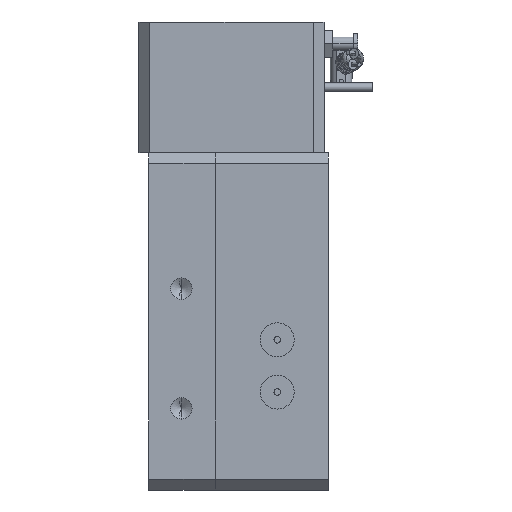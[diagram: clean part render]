
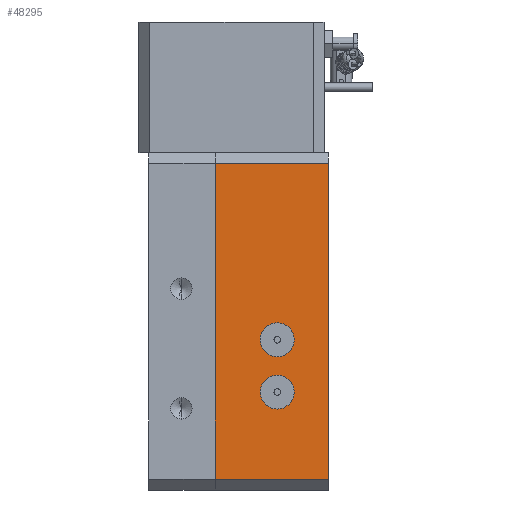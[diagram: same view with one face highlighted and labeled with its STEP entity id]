
A CAD part, front view. The second image highlights one B-rep face of the part: STEP entity #48295.
In plain terms, the highlighted planar face has unit normal (0, -1, 0).
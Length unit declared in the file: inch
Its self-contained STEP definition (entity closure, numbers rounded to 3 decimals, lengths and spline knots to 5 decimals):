
#598 = EDGE_LOOP ( 'NONE', ( #46748, #647 ) ) ;
#647 = ORIENTED_EDGE ( 'NONE', *, *, #53148, .F. ) ;
#808 = CARTESIAN_POINT ( 'NONE',  ( -0.235, -1.14, -1.1 ) ) ;
#998 = ORIENTED_EDGE ( 'NONE', *, *, #32679, .T. ) ;
#1270 = AXIS2_PLACEMENT_3D ( 'NONE', #42630, #52233, #55963 ) ;
#1325 = DIRECTION ( 'NONE',  ( 0., 0., -1. ) ) ;
#2374 = EDGE_CURVE ( 'NONE', #6793, #38386, #26940, .T. ) ;
#4347 = CIRCLE ( 'NONE', #28623, 0.078 ) ;
#6404 = FACE_OUTER_BOUND ( 'NONE', #11333, .T. ) ;
#6503 = VECTOR ( 'NONE', #40094, 39.37008 ) ;
#6768 = VERTEX_POINT ( 'NONE', #11994 ) ;
#6793 = VERTEX_POINT ( 'NONE', #47231 ) ;
#7285 = DIRECTION ( 'NONE',  ( 1., 0., 0. ) ) ;
#9193 = CARTESIAN_POINT ( 'NONE',  ( -0.52, -1.14, -1.5 ) ) ;
#10125 = ORIENTED_EDGE ( 'NONE', *, *, #13550, .T. ) ;
#10151 = DIRECTION ( 'NONE',  ( 0., -1., 0. ) ) ;
#11333 = EDGE_LOOP ( 'NONE', ( #16593, #35149, #998, #10125 ) ) ;
#11547 = CARTESIAN_POINT ( 'NONE',  ( 0., -1.14, -1.5 ) ) ;
#11994 = CARTESIAN_POINT ( 'NONE',  ( -0.235, -1.14, -0.782 ) ) ;
#13550 = EDGE_CURVE ( 'NONE', #26690, #35678, #42284, .T. ) ;
#14393 = CARTESIAN_POINT ( 'NONE',  ( 0., -1.14, -1.55 ) ) ;
#14680 = PLANE ( 'NONE',  #51460 ) ;
#15512 = VERTEX_POINT ( 'NONE', #47810 ) ;
#15513 = DIRECTION ( 'NONE',  ( 0., 0., -1. ) ) ;
#15549 = EDGE_LOOP ( 'NONE', ( #19049, #41004 ) ) ;
#16593 = ORIENTED_EDGE ( 'NONE', *, *, #39284, .F. ) ;
#17717 = EDGE_CURVE ( 'NONE', #15512, #23737, #4347, .T. ) ;
#18841 = CIRCLE ( 'NONE', #38850, 0.078 ) ;
#19037 = CARTESIAN_POINT ( 'NONE',  ( -0.235, -1.14, -0.86 ) ) ;
#19049 = ORIENTED_EDGE ( 'NONE', *, *, #48419, .F. ) ;
#21532 = LINE ( 'NONE', #47477, #55108 ) ;
#22624 = DIRECTION ( 'NONE',  ( 0., 0., -1. ) ) ;
#22676 = CARTESIAN_POINT ( 'NONE',  ( 0., -1.14, -0.05 ) ) ;
#23439 = FACE_BOUND ( 'NONE', #598, .T. ) ;
#23737 = VERTEX_POINT ( 'NONE', #38831 ) ;
#25272 = CIRCLE ( 'NONE', #48928, 0.078 ) ;
#25403 = VERTEX_POINT ( 'NONE', #35970 ) ;
#26139 = VECTOR ( 'NONE', #26627, 39.37008 ) ;
#26627 = DIRECTION ( 'NONE',  ( 0., 0., -1. ) ) ;
#26690 = VERTEX_POINT ( 'NONE', #9193 ) ;
#26940 = LINE ( 'NONE', #22676, #6503 ) ;
#28623 = AXIS2_PLACEMENT_3D ( 'NONE', #808, #10151, #22624 ) ;
#30908 = CARTESIAN_POINT ( 'NONE',  ( -0.52, -1.14, -1.55 ) ) ;
#31838 = DIRECTION ( 'NONE',  ( 0., 0., -1. ) ) ;
#32000 = DIRECTION ( 'NONE',  ( 0., 1., 0. ) ) ;
#32679 = EDGE_CURVE ( 'NONE', #38386, #26690, #33575, .T. ) ;
#33131 = CARTESIAN_POINT ( 'NONE',  ( -0.235, -1.14, -0.86 ) ) ;
#33575 = LINE ( 'NONE', #30908, #26139 ) ;
#35149 = ORIENTED_EDGE ( 'NONE', *, *, #2374, .T. ) ;
#35678 = VERTEX_POINT ( 'NONE', #38608 ) ;
#35970 = CARTESIAN_POINT ( 'NONE',  ( -0.235, -1.14, -0.938 ) ) ;
#38386 = VERTEX_POINT ( 'NONE', #50440 ) ;
#38608 = CARTESIAN_POINT ( 'NONE',  ( 0., -1.14, -1.5 ) ) ;
#38831 = CARTESIAN_POINT ( 'NONE',  ( -0.235, -1.14, -1.022 ) ) ;
#38850 = AXIS2_PLACEMENT_3D ( 'NONE', #33131, #41424, #15513 ) ;
#39284 = EDGE_CURVE ( 'NONE', #6793, #35678, #21532, .T. ) ;
#40094 = DIRECTION ( 'NONE',  ( -1., 0., 0. ) ) ;
#41004 = ORIENTED_EDGE ( 'NONE', *, *, #50193, .F. ) ;
#41424 = DIRECTION ( 'NONE',  ( 0., -1., 0. ) ) ;
#42284 = LINE ( 'NONE', #11547, #47341 ) ;
#42630 = CARTESIAN_POINT ( 'NONE',  ( -0.235, -1.14, -1.1 ) ) ;
#43650 = DIRECTION ( 'NONE',  ( 0., -1., 0. ) ) ;
#45752 = CIRCLE ( 'NONE', #1270, 0.078 ) ;
#46748 = ORIENTED_EDGE ( 'NONE', *, *, #17717, .F. ) ;
#47231 = CARTESIAN_POINT ( 'NONE',  ( 0., -1.14, -0.05 ) ) ;
#47341 = VECTOR ( 'NONE', #7285, 39.37008 ) ;
#47477 = CARTESIAN_POINT ( 'NONE',  ( 0., -1.14, -1.55 ) ) ;
#47810 = CARTESIAN_POINT ( 'NONE',  ( -0.235, -1.14, -1.178 ) ) ;
#48295 = ADVANCED_FACE ( 'NONE', ( #53325, #23439, #6404 ), #14680, .F. ) ;
#48419 = EDGE_CURVE ( 'NONE', #25403, #6768, #18841, .T. ) ;
#48928 = AXIS2_PLACEMENT_3D ( 'NONE', #19037, #43650, #31838 ) ;
#49344 = DIRECTION ( 'NONE',  ( 0., 0., 1. ) ) ;
#50193 = EDGE_CURVE ( 'NONE', #6768, #25403, #25272, .T. ) ;
#50440 = CARTESIAN_POINT ( 'NONE',  ( -0.52, -1.14, -0.05 ) ) ;
#51460 = AXIS2_PLACEMENT_3D ( 'NONE', #14393, #32000, #49344 ) ;
#52233 = DIRECTION ( 'NONE',  ( 0., -1., 0. ) ) ;
#53148 = EDGE_CURVE ( 'NONE', #23737, #15512, #45752, .T. ) ;
#53325 = FACE_BOUND ( 'NONE', #15549, .T. ) ;
#55108 = VECTOR ( 'NONE', #1325, 39.37008 ) ;
#55963 = DIRECTION ( 'NONE',  ( 0., 0., -1. ) ) ;
